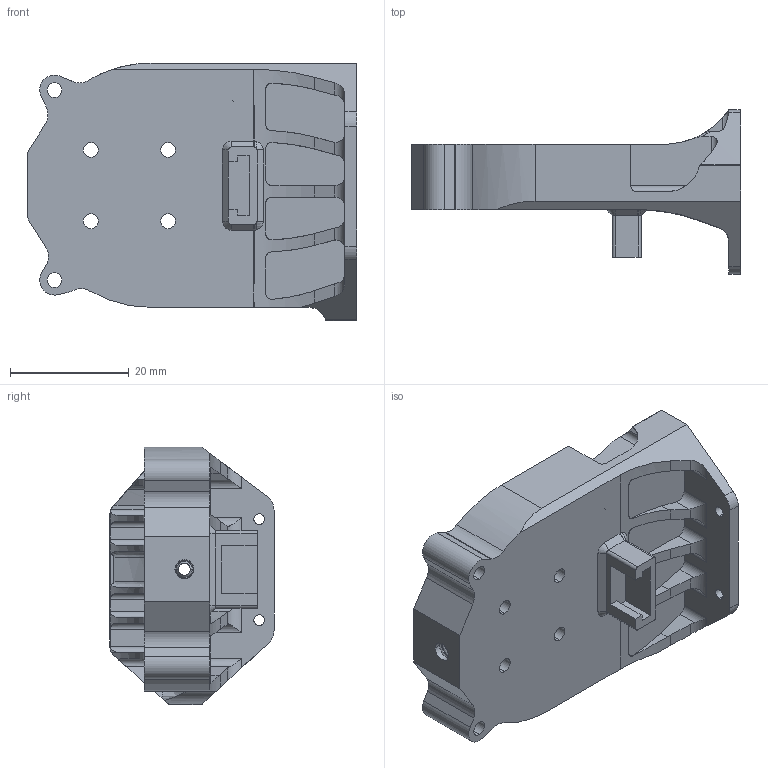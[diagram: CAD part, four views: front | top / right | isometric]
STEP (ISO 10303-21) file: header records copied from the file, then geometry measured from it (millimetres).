
FILE_DESCRIPTION (( 'STEP AP214' ), '1' );
FILE_NAME ('Revo-Heatsink.STEP', '2023-06-13T08:25:33', ( '' ), ( '' ), 'SwSTEP 2.0', 'SolidWorks 2022', '' );
FILE_SCHEMA (( 'AUTOMOTIVE_DESIGN' ));
Length unit declared in the file: millimetre
Products named in the file (1): Revo-Heatsink
Bounding box: 55.4 x 27.62 x 43.38 mm (x, y, z)
Volume: 13813.2 mm3; surface area: 13286.6 mm2
Topology: 1 solids, 1 shells, 421 faces, 1190 edges, 770 vertices
Faces by surface type: cylinder 196, plane 125, bspline 57, torus 29, cone 12, sphere 2
Entity records: 18474 total; most frequent: CARTESIAN_POINT 8328, ORIENTED_EDGE 2368, DIRECTION 1806, EDGE_CURVE 1184, VERTEX_POINT 770, AXIS2_PLACEMENT_3D 662, LINE 482, VECTOR 482
